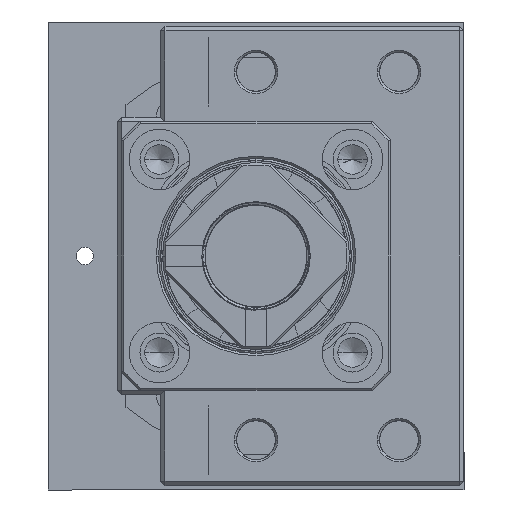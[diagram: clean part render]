
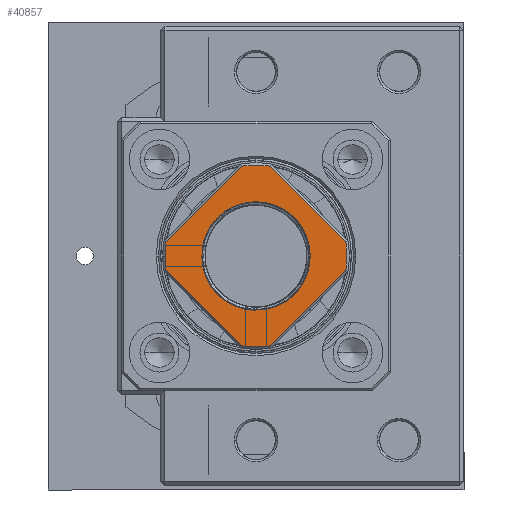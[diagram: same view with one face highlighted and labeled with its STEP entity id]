
A CAD part, left-side view. The second image highlights one B-rep face of the part: STEP entity #40857.
In plain terms, the highlighted face is planar.
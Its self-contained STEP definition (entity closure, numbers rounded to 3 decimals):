
#188 = EDGE_CURVE ( 'NONE', #24401, #21037, #577, .T. ) ;
#318 = LINE ( 'NONE', #48544, #16035 ) ;
#577 = B_SPLINE_CURVE_WITH_KNOTS ( 'NONE', 3,
 ( #37920, #10554, #29905, #3083, #42312, #6448, #46417, #11063 ),
 .UNSPECIFIED., .F., .F.,
 ( 4, 2, 2, 4 ),
 ( 0., 0.001, 0.002, 0.005 ),
 .UNSPECIFIED. ) ;
#1197 = CARTESIAN_POINT ( 'NONE',  ( 12.203, -42., 49.897 ) ) ;
#1286 = DIRECTION ( 'NONE',  ( 0., 1., 0. ) ) ;
#2372 = EDGE_CURVE ( 'NONE', #35911, #11129, #4718, .T. ) ;
#2951 = ORIENTED_EDGE ( 'NONE', *, *, #33271, .T. ) ;
#3083 = CARTESIAN_POINT ( 'NONE',  ( 9.946, -42., 55.503 ) ) ;
#4123 = ORIENTED_EDGE ( 'NONE', *, *, #16323, .T. ) ;
#4207 = CARTESIAN_POINT ( 'NONE',  ( 20.739, -42., 44.697 ) ) ;
#4256 = EDGE_CURVE ( 'NONE', #38121, #12083, #47576, .T. ) ;
#4718 = CIRCLE ( 'NONE', #12936, 21. ) ;
#5180 = DIRECTION ( 'NONE',  ( 0.707, 0., 0.707 ) ) ;
#5615 = VERTEX_POINT ( 'NONE', #21653 ) ;
#6448 = CARTESIAN_POINT ( 'NONE',  ( 8.924, -42., 56.647 ) ) ;
#6752 = DIRECTION ( 'NONE',  ( 0., 1., 0. ) ) ;
#6859 = CARTESIAN_POINT ( 'NONE',  ( 12.203, -42., 49.897 ) ) ;
#6860 = ORIENTED_EDGE ( 'NONE', *, *, #20682, .T. ) ;
#7320 = ORIENTED_EDGE ( 'NONE', *, *, #12699, .T. ) ;
#7487 = CARTESIAN_POINT ( 'NONE',  ( 3.303, -42., 27.261 ) ) ;
#7823 = DIRECTION ( 'NONE',  ( 0., 0., 1. ) ) ;
#7970 = DIRECTION ( 'NONE',  ( 0., 0., 1. ) ) ;
#8209 = EDGE_CURVE ( 'NONE', #39836, #43635, #38570, .T. ) ;
#8298 = DIRECTION ( 'NONE',  ( 0., 1., 0. ) ) ;
#8302 = CARTESIAN_POINT ( 'NONE',  ( 0., -42., 48. ) ) ;
#8510 = FACE_BOUND ( 'NONE', #18435, .T. ) ;
#8882 = AXIS2_PLACEMENT_3D ( 'NONE', #44194, #36474, #20720 ) ;
#9263 = CIRCLE ( 'NONE', #25697, 21. ) ;
#9813 = CARTESIAN_POINT ( 'NONE',  ( 0., -42., 69. ) ) ;
#9988 = EDGE_CURVE ( 'NONE', #11181, #28266, #20406, .T. ) ;
#10489 = CARTESIAN_POINT ( 'NONE',  ( 3.303, -42., 68.739 ) ) ;
#10554 = CARTESIAN_POINT ( 'NONE',  ( 10.623, -42., 54.577 ) ) ;
#11063 = CARTESIAN_POINT ( 'NONE',  ( 7.744, -42., 57.62 ) ) ;
#11129 = VERTEX_POINT ( 'NONE', #45764 ) ;
#11181 = VERTEX_POINT ( 'NONE', #40074 ) ;
#11655 = DIRECTION ( 'NONE',  ( 0., -1., 0. ) ) ;
#11986 = EDGE_CURVE ( 'NONE', #11129, #30653, #318, .T. ) ;
#12083 = VERTEX_POINT ( 'NONE', #44646 ) ;
#12432 = DIRECTION ( 'NONE',  ( 0., -1., 0. ) ) ;
#12699 = EDGE_CURVE ( 'NONE', #21037, #46802, #29839, .T. ) ;
#12880 = DIRECTION ( 'NONE',  ( 0., 0., 1. ) ) ;
#12936 = AXIS2_PLACEMENT_3D ( 'NONE', #16022, #8298, #7823 ) ;
#13357 = ORIENTED_EDGE ( 'NONE', *, *, #24111, .T. ) ;
#13368 = CARTESIAN_POINT ( 'NONE',  ( 0., -42., 69.5 ) ) ;
#13695 = CARTESIAN_POINT ( 'NONE',  ( 0., -42., 48. ) ) ;
#13767 = DIRECTION ( 'NONE',  ( 0., 0., 1. ) ) ;
#14465 = AXIS2_PLACEMENT_3D ( 'NONE', #48870, #11655, #50146 ) ;
#15286 = LINE ( 'NONE', #4207, #22222 ) ;
#15774 = CARTESIAN_POINT ( 'NONE',  ( -20.739, -42., 44.697 ) ) ;
#16022 = CARTESIAN_POINT ( 'NONE',  ( 0., -42., 48. ) ) ;
#16035 = VECTOR ( 'NONE', #5180, 1000. ) ;
#16323 = EDGE_CURVE ( 'NONE', #21752, #5615, #47257, .T. ) ;
#17642 = DIRECTION ( 'NONE',  ( 0., 1., 0. ) ) ;
#17919 = EDGE_LOOP ( 'NONE', ( #46569, #42315, #46554, #29088, #2951, #48929, #13357, #4123, #31697 ) ) ;
#18435 = EDGE_LOOP ( 'NONE', ( #39970, #35449, #7320, #6860, #32495 ) ) ;
#19811 = CARTESIAN_POINT ( 'NONE',  ( 3.303, -42., 68.739 ) ) ;
#20406 = CIRCLE ( 'NONE', #8882, 12.35 ) ;
#20682 = EDGE_CURVE ( 'NONE', #46802, #11181, #45289, .T. ) ;
#20720 = DIRECTION ( 'NONE',  ( 0., 0., -1. ) ) ;
#20860 = PLANE ( 'NONE',  #36421 ) ;
#21037 = VERTEX_POINT ( 'NONE', #40209 ) ;
#21653 = CARTESIAN_POINT ( 'NONE',  ( -3.303, -42., 27.261 ) ) ;
#21752 = VERTEX_POINT ( 'NONE', #7487 ) ;
#22222 = VECTOR ( 'NONE', #35697, 1000. ) ;
#24111 = EDGE_CURVE ( 'NONE', #12083, #21752, #15286, .T. ) ;
#24383 = CARTESIAN_POINT ( 'NONE',  ( 12.158, -42., 50.278 ) ) ;
#24401 = VERTEX_POINT ( 'NONE', #34795 ) ;
#25697 = AXIS2_PLACEMENT_3D ( 'NONE', #27064, #43358, #35090 ) ;
#26561 = CARTESIAN_POINT ( 'NONE',  ( -3.303, -42., 68.739 ) ) ;
#26940 = AXIS2_PLACEMENT_3D ( 'NONE', #30970, #17642, #13767 ) ;
#27064 = CARTESIAN_POINT ( 'NONE',  ( 0., -42., 48. ) ) ;
#27524 = DIRECTION ( 'NONE',  ( 0.707, 0., -0.707 ) ) ;
#27540 = CARTESIAN_POINT ( 'NONE',  ( 0., -42., 48. ) ) ;
#28266 = VERTEX_POINT ( 'NONE', #6859 ) ;
#28592 = FACE_OUTER_BOUND ( 'NONE', #17919, .T. ) ;
#29088 = ORIENTED_EDGE ( 'NONE', *, *, #8209, .T. ) ;
#29839 = CIRCLE ( 'NONE', #47174, 12.35 ) ;
#29905 = CARTESIAN_POINT ( 'NONE',  ( 10.407, -42., 54.893 ) ) ;
#30653 = VERTEX_POINT ( 'NONE', #26561 ) ;
#30970 = CARTESIAN_POINT ( 'NONE',  ( 0., -42., 48. ) ) ;
#31697 = ORIENTED_EDGE ( 'NONE', *, *, #34529, .T. ) ;
#31878 = CARTESIAN_POINT ( 'NONE',  ( 12.094, -42., 50.656 ) ) ;
#32495 = ORIENTED_EDGE ( 'NONE', *, *, #9988, .T. ) ;
#32642 = CARTESIAN_POINT ( 'NONE',  ( 11.486, -42., 52.871 ) ) ;
#32652 = VECTOR ( 'NONE', #27524, 1000. ) ;
#33271 = EDGE_CURVE ( 'NONE', #43635, #38121, #47176, .T. ) ;
#34529 = EDGE_CURVE ( 'NONE', #5615, #35911, #40743, .T. ) ;
#34795 = CARTESIAN_POINT ( 'NONE',  ( 10.825, -42., 54.25 ) ) ;
#35090 = DIRECTION ( 'NONE',  ( 0., 0., 1. ) ) ;
#35449 = ORIENTED_EDGE ( 'NONE', *, *, #188, .T. ) ;
#35697 = DIRECTION ( 'NONE',  ( -0.707, 0., -0.707 ) ) ;
#35911 = VERTEX_POINT ( 'NONE', #15774 ) ;
#36421 = AXIS2_PLACEMENT_3D ( 'NONE', #13368, #1286, #12880 ) ;
#36474 = DIRECTION ( 'NONE',  ( 0., -1., 0. ) ) ;
#37920 = CARTESIAN_POINT ( 'NONE',  ( 10.825, -42., 54.25 ) ) ;
#38121 = VERTEX_POINT ( 'NONE', #46270 ) ;
#38570 = CIRCLE ( 'NONE', #39391, 21. ) ;
#39039 = CARTESIAN_POINT ( 'NONE',  ( 0., -42., 60.35 ) ) ;
#39043 = B_SPLINE_CURVE_WITH_KNOTS ( 'NONE', 3,
 ( #1197, #24383, #31878, #40386, #39641, #32642, #40138, #44509 ),
 .UNSPECIFIED., .F., .F.,
 ( 4, 2, 2, 4 ),
 ( 0., 0.001, 0.002, 0.005 ),
 .UNSPECIFIED. ) ;
#39391 = AXIS2_PLACEMENT_3D ( 'NONE', #27540, #43327, #7970 ) ;
#39641 = CARTESIAN_POINT ( 'NONE',  ( 11.833, -42., 51.776 ) ) ;
#39836 = VERTEX_POINT ( 'NONE', #9813 ) ;
#39970 = ORIENTED_EDGE ( 'NONE', *, *, #47712, .T. ) ;
#40074 = CARTESIAN_POINT ( 'NONE',  ( 0., -42., 35.65 ) ) ;
#40138 = CARTESIAN_POINT ( 'NONE',  ( 11.189, -42., 53.574 ) ) ;
#40209 = CARTESIAN_POINT ( 'NONE',  ( 7.744, -42., 57.62 ) ) ;
#40386 = CARTESIAN_POINT ( 'NONE',  ( 11.932, -42., 51.404 ) ) ;
#40743 = LINE ( 'NONE', #41533, #50812 ) ;
#40857 = ADVANCED_FACE ( 'NONE', ( #28592, #8510 ), #20860, .T. ) ;
#41253 = DIRECTION ( 'NONE',  ( -0.707, 0., 0.707 ) ) ;
#41428 = EDGE_CURVE ( 'NONE', #30653, #39836, #9263, .T. ) ;
#41533 = CARTESIAN_POINT ( 'NONE',  ( -3.303, -42., 27.261 ) ) ;
#41595 = DIRECTION ( 'NONE',  ( 0., 0., 1. ) ) ;
#42312 = CARTESIAN_POINT ( 'NONE',  ( 9.7, -42., 55.799 ) ) ;
#42315 = ORIENTED_EDGE ( 'NONE', *, *, #11986, .T. ) ;
#43174 = DIRECTION ( 'NONE',  ( 0., 0., -1. ) ) ;
#43327 = DIRECTION ( 'NONE',  ( 0., 1., 0. ) ) ;
#43358 = DIRECTION ( 'NONE',  ( 0., 1., 0. ) ) ;
#43635 = VERTEX_POINT ( 'NONE', #10489 ) ;
#44194 = CARTESIAN_POINT ( 'NONE',  ( 0., -42., 48. ) ) ;
#44509 = CARTESIAN_POINT ( 'NONE',  ( 10.825, -42., 54.25 ) ) ;
#44646 = CARTESIAN_POINT ( 'NONE',  ( 20.739, -42., 44.697 ) ) ;
#45289 = CIRCLE ( 'NONE', #14465, 12.35 ) ;
#45764 = CARTESIAN_POINT ( 'NONE',  ( -20.739, -42., 51.303 ) ) ;
#46270 = CARTESIAN_POINT ( 'NONE',  ( 20.739, -42., 51.303 ) ) ;
#46417 = CARTESIAN_POINT ( 'NONE',  ( 8.359, -42., 57.16 ) ) ;
#46554 = ORIENTED_EDGE ( 'NONE', *, *, #41428, .T. ) ;
#46569 = ORIENTED_EDGE ( 'NONE', *, *, #2372, .T. ) ;
#46802 = VERTEX_POINT ( 'NONE', #39039 ) ;
#47174 = AXIS2_PLACEMENT_3D ( 'NONE', #8302, #12432, #43174 ) ;
#47176 = LINE ( 'NONE', #19811, #32652 ) ;
#47257 = CIRCLE ( 'NONE', #49744, 21. ) ;
#47576 = CIRCLE ( 'NONE', #26940, 21. ) ;
#47712 = EDGE_CURVE ( 'NONE', #28266, #24401, #39043, .T. ) ;
#48544 = CARTESIAN_POINT ( 'NONE',  ( -20.739, -42., 51.303 ) ) ;
#48870 = CARTESIAN_POINT ( 'NONE',  ( 0., -42., 48. ) ) ;
#48929 = ORIENTED_EDGE ( 'NONE', *, *, #4256, .T. ) ;
#49744 = AXIS2_PLACEMENT_3D ( 'NONE', #13695, #6752, #41595 ) ;
#50146 = DIRECTION ( 'NONE',  ( 0., 0., -1. ) ) ;
#50812 = VECTOR ( 'NONE', #41253, 1000. ) ;
